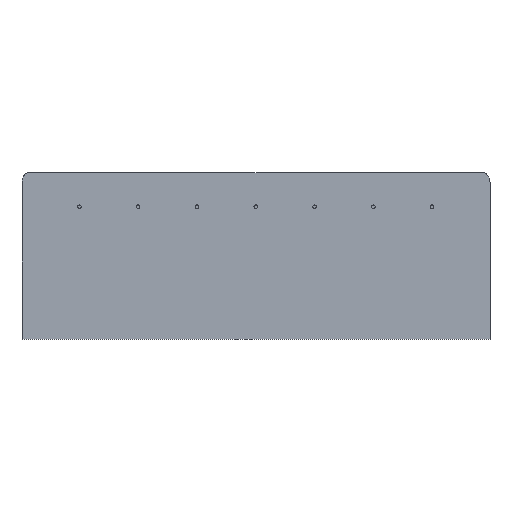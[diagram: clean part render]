
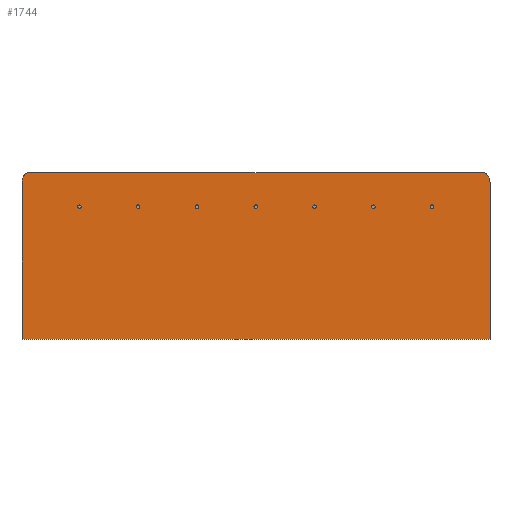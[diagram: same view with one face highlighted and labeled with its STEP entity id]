
A CAD part, top view. The second image highlights one B-rep face of the part: STEP entity #1744.
In plain terms, the highlighted planar face has unit normal (0, 0, 1).
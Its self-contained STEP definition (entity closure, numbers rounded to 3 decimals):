
#34=CARTESIAN_POINT('',(0.,-119.,0.));
#35=VERTEX_POINT('',#34);
#68=CARTESIAN_POINT('',(348.,-119.,0.));
#69=VERTEX_POINT('',#68);
#76=CARTESIAN_POINT('',(0.,-119.,0.));
#77=DIRECTION('',(1.,0.,-0.));
#78=VECTOR('',#77,348.);
#79=LINE('',#76,#78);
#80=EDGE_CURVE('',#35,#69,#79,.T.);
#1507=CARTESIAN_POINT('',(0.,-2.433,0.));
#1508=VERTEX_POINT('',#1507);
#1509=CARTESIAN_POINT('',(0.,-2.433,0.));
#1510=DIRECTION('',(-0.,-1.,0.));
#1511=VECTOR('',#1510,116.567);
#1512=LINE('',#1509,#1511);
#1513=EDGE_CURVE('',#1508,#35,#1512,.T.);
#1531=CARTESIAN_POINT('',(5.,5.,0.));
#1532=VERTEX_POINT('',#1531);
#1539=CARTESIAN_POINT('',(343.,5.,0.));
#1540=VERTEX_POINT('',#1539);
#1541=CARTESIAN_POINT('',(343.,5.,0.));
#1542=DIRECTION('',(-1.,0.,0.));
#1543=VECTOR('',#1542,338.);
#1544=LINE('',#1541,#1543);
#1545=EDGE_CURVE('',#1540,#1532,#1544,.T.);
#1562=CARTESIAN_POINT('',(348.,-2.433,0.));
#1563=VERTEX_POINT('',#1562);
#1570=CARTESIAN_POINT('',(348.,-119.,0.));
#1571=DIRECTION('',(0.,1.,0.));
#1572=VECTOR('',#1571,116.567);
#1573=LINE('',#1570,#1572);
#1574=EDGE_CURVE('',#69,#1563,#1573,.T.);
#1579=CARTESIAN_POINT('',(0.,1.,0.));
#1580=DIRECTION('',(0.,0.,-1.));
#1581=DIRECTION('',(-1.,0.,0.));
#1582=AXIS2_PLACEMENT_3D('',#1579,#1580,#1581);
#1583=PLANE('',#1582);
#1584=CARTESIAN_POINT('',(41.383,-20.375,0.));
#1585=VERTEX_POINT('',#1584);
#1586=CARTESIAN_POINT('',(44.033,-20.375,0.));
#1587=VERTEX_POINT('',#1586);
#1588=CARTESIAN_POINT('',(42.708,-20.375,0.));
#1589=DIRECTION('',(0.,0.,-1.));
#1590=DIRECTION('',(-1.,0.,0.));
#1591=AXIS2_PLACEMENT_3D('',#1588,#1589,#1590);
#1592=CIRCLE('',#1591,1.325);
#1593=EDGE_CURVE('',#1585,#1587,#1592,.T.);
#1594=ORIENTED_EDGE('',*,*,#1593,.T.);
#1595=CARTESIAN_POINT('',(42.708,-20.375,0.));
#1596=DIRECTION('',(0.,0.,-1.));
#1597=DIRECTION('',(-1.,0.,0.));
#1598=AXIS2_PLACEMENT_3D('',#1595,#1596,#1597);
#1599=CIRCLE('',#1598,1.325);
#1600=EDGE_CURVE('',#1587,#1585,#1599,.T.);
#1601=ORIENTED_EDGE('',*,*,#1600,.T.);
#1602=EDGE_LOOP('',(#1594,#1601));
#1603=FACE_BOUND('',#1602,.T.);
#1604=CARTESIAN_POINT('',(259.922,-20.375,0.));
#1605=VERTEX_POINT('',#1604);
#1606=CARTESIAN_POINT('',(262.572,-20.375,0.));
#1607=VERTEX_POINT('',#1606);
#1608=CARTESIAN_POINT('',(261.247,-20.375,0.));
#1609=DIRECTION('',(0.,0.,-1.));
#1610=DIRECTION('',(-1.,0.,0.));
#1611=AXIS2_PLACEMENT_3D('',#1608,#1609,#1610);
#1612=CIRCLE('',#1611,1.325);
#1613=EDGE_CURVE('',#1605,#1607,#1612,.T.);
#1614=ORIENTED_EDGE('',*,*,#1613,.T.);
#1615=CARTESIAN_POINT('',(261.247,-20.375,0.));
#1616=DIRECTION('',(0.,0.,-1.));
#1617=DIRECTION('',(-1.,0.,0.));
#1618=AXIS2_PLACEMENT_3D('',#1615,#1616,#1617);
#1619=CIRCLE('',#1618,1.325);
#1620=EDGE_CURVE('',#1607,#1605,#1619,.T.);
#1621=ORIENTED_EDGE('',*,*,#1620,.T.);
#1622=EDGE_LOOP('',(#1614,#1621));
#1623=FACE_BOUND('',#1622,.T.);
#1624=CARTESIAN_POINT('',(172.506,-20.375,0.));
#1625=VERTEX_POINT('',#1624);
#1626=CARTESIAN_POINT('',(175.156,-20.375,0.));
#1627=VERTEX_POINT('',#1626);
#1628=CARTESIAN_POINT('',(173.831,-20.375,0.));
#1629=DIRECTION('',(0.,0.,-1.));
#1630=DIRECTION('',(-1.,0.,0.));
#1631=AXIS2_PLACEMENT_3D('',#1628,#1629,#1630);
#1632=CIRCLE('',#1631,1.325);
#1633=EDGE_CURVE('',#1625,#1627,#1632,.T.);
#1634=ORIENTED_EDGE('',*,*,#1633,.T.);
#1635=CARTESIAN_POINT('',(173.831,-20.375,0.));
#1636=DIRECTION('',(0.,0.,-1.));
#1637=DIRECTION('',(-1.,0.,0.));
#1638=AXIS2_PLACEMENT_3D('',#1635,#1636,#1637);
#1639=CIRCLE('',#1638,1.325);
#1640=EDGE_CURVE('',#1627,#1625,#1639,.T.);
#1641=ORIENTED_EDGE('',*,*,#1640,.T.);
#1642=EDGE_LOOP('',(#1634,#1641));
#1643=FACE_BOUND('',#1642,.T.);
#1644=CARTESIAN_POINT('',(216.214,-20.375,0.));
#1645=VERTEX_POINT('',#1644);
#1646=CARTESIAN_POINT('',(218.864,-20.375,0.));
#1647=VERTEX_POINT('',#1646);
#1648=CARTESIAN_POINT('',(217.539,-20.375,0.));
#1649=DIRECTION('',(0.,0.,-1.));
#1650=DIRECTION('',(-1.,0.,0.));
#1651=AXIS2_PLACEMENT_3D('',#1648,#1649,#1650);
#1652=CIRCLE('',#1651,1.325);
#1653=EDGE_CURVE('',#1645,#1647,#1652,.T.);
#1654=ORIENTED_EDGE('',*,*,#1653,.T.);
#1655=CARTESIAN_POINT('',(217.539,-20.375,0.));
#1656=DIRECTION('',(0.,0.,-1.));
#1657=DIRECTION('',(-1.,0.,0.));
#1658=AXIS2_PLACEMENT_3D('',#1655,#1656,#1657);
#1659=CIRCLE('',#1658,1.325);
#1660=EDGE_CURVE('',#1647,#1645,#1659,.T.);
#1661=ORIENTED_EDGE('',*,*,#1660,.T.);
#1662=EDGE_LOOP('',(#1654,#1661));
#1663=FACE_BOUND('',#1662,.T.);
#1664=CARTESIAN_POINT('',(128.798,-20.375,0.));
#1665=VERTEX_POINT('',#1664);
#1666=CARTESIAN_POINT('',(131.448,-20.375,0.));
#1667=VERTEX_POINT('',#1666);
#1668=CARTESIAN_POINT('',(130.123,-20.375,0.));
#1669=DIRECTION('',(0.,0.,-1.));
#1670=DIRECTION('',(-1.,0.,0.));
#1671=AXIS2_PLACEMENT_3D('',#1668,#1669,#1670);
#1672=CIRCLE('',#1671,1.325);
#1673=EDGE_CURVE('',#1665,#1667,#1672,.T.);
#1674=ORIENTED_EDGE('',*,*,#1673,.T.);
#1675=CARTESIAN_POINT('',(130.123,-20.375,0.));
#1676=DIRECTION('',(0.,0.,-1.));
#1677=DIRECTION('',(-1.,0.,0.));
#1678=AXIS2_PLACEMENT_3D('',#1675,#1676,#1677);
#1679=CIRCLE('',#1678,1.325);
#1680=EDGE_CURVE('',#1667,#1665,#1679,.T.);
#1681=ORIENTED_EDGE('',*,*,#1680,.T.);
#1682=EDGE_LOOP('',(#1674,#1681));
#1683=FACE_BOUND('',#1682,.T.);
#1684=CARTESIAN_POINT('',(85.091,-20.375,0.));
#1685=VERTEX_POINT('',#1684);
#1686=CARTESIAN_POINT('',(87.741,-20.375,0.));
#1687=VERTEX_POINT('',#1686);
#1688=CARTESIAN_POINT('',(86.416,-20.375,0.));
#1689=DIRECTION('',(0.,0.,-1.));
#1690=DIRECTION('',(-1.,0.,0.));
#1691=AXIS2_PLACEMENT_3D('',#1688,#1689,#1690);
#1692=CIRCLE('',#1691,1.325);
#1693=EDGE_CURVE('',#1685,#1687,#1692,.T.);
#1694=ORIENTED_EDGE('',*,*,#1693,.T.);
#1695=CARTESIAN_POINT('',(86.416,-20.375,0.));
#1696=DIRECTION('',(0.,0.,-1.));
#1697=DIRECTION('',(-1.,0.,0.));
#1698=AXIS2_PLACEMENT_3D('',#1695,#1696,#1697);
#1699=CIRCLE('',#1698,1.325);
#1700=EDGE_CURVE('',#1687,#1685,#1699,.T.);
#1701=ORIENTED_EDGE('',*,*,#1700,.T.);
#1702=EDGE_LOOP('',(#1694,#1701));
#1703=FACE_BOUND('',#1702,.T.);
#1704=CARTESIAN_POINT('',(303.63,-20.375,0.));
#1705=VERTEX_POINT('',#1704);
#1706=CARTESIAN_POINT('',(306.28,-20.375,0.));
#1707=VERTEX_POINT('',#1706);
#1708=CARTESIAN_POINT('',(304.955,-20.375,0.));
#1709=DIRECTION('',(0.,0.,-1.));
#1710=DIRECTION('',(-1.,0.,0.));
#1711=AXIS2_PLACEMENT_3D('',#1708,#1709,#1710);
#1712=CIRCLE('',#1711,1.325);
#1713=EDGE_CURVE('',#1705,#1707,#1712,.T.);
#1714=ORIENTED_EDGE('',*,*,#1713,.T.);
#1715=CARTESIAN_POINT('',(304.955,-20.375,0.));
#1716=DIRECTION('',(0.,0.,-1.));
#1717=DIRECTION('',(-1.,0.,0.));
#1718=AXIS2_PLACEMENT_3D('',#1715,#1716,#1717);
#1719=CIRCLE('',#1718,1.325);
#1720=EDGE_CURVE('',#1707,#1705,#1719,.T.);
#1721=ORIENTED_EDGE('',*,*,#1720,.T.);
#1722=EDGE_LOOP('',(#1714,#1721));
#1723=FACE_BOUND('',#1722,.T.);
#1724=ORIENTED_EDGE('',*,*,#1545,.T.);
#1725=CARTESIAN_POINT('',(5.,-2.433,0.));
#1726=DIRECTION('',(-0.,-0.,1.));
#1727=DIRECTION('',(0.,1.,0.));
#1728=AXIS2_PLACEMENT_3D('',#1725,#1726,#1727);
#1729=ELLIPSE('',#1728,7.433,5.);
#1730=EDGE_CURVE('',#1532,#1508,#1729,.T.);
#1731=ORIENTED_EDGE('',*,*,#1730,.T.);
#1732=ORIENTED_EDGE('',*,*,#1513,.T.);
#1733=ORIENTED_EDGE('',*,*,#80,.T.);
#1734=ORIENTED_EDGE('',*,*,#1574,.T.);
#1735=CARTESIAN_POINT('',(343.,-2.433,0.));
#1736=DIRECTION('',(-0.,-0.,1.));
#1737=DIRECTION('',(0.,1.,0.));
#1738=AXIS2_PLACEMENT_3D('',#1735,#1736,#1737);
#1739=ELLIPSE('',#1738,7.433,5.);
#1740=EDGE_CURVE('',#1563,#1540,#1739,.T.);
#1741=ORIENTED_EDGE('',*,*,#1740,.T.);
#1742=EDGE_LOOP('',(#1724,#1731,#1732,#1733,#1734,#1741));
#1743=FACE_BOUND('',#1742,.T.);
#1744=ADVANCED_FACE('',(#1603,#1623,#1643,#1663,#1683,#1703,#1723,#1743),#1583,.F.);
